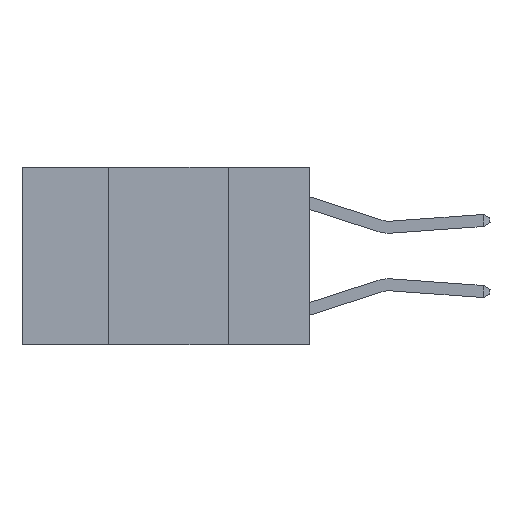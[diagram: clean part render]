
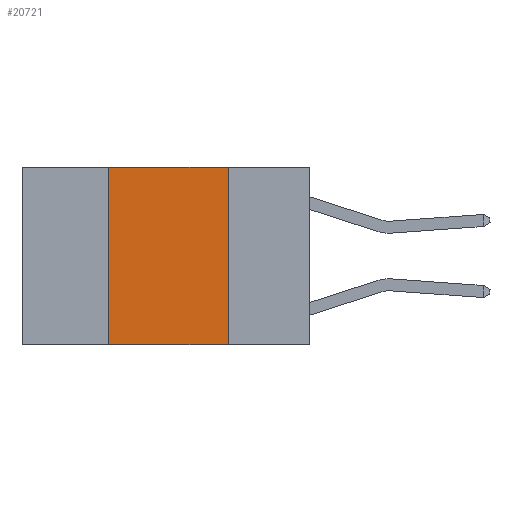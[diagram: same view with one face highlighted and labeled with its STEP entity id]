
A CAD part, left-side view. The second image highlights one B-rep face of the part: STEP entity #20721.
In plain terms, the highlighted planar face has unit normal (-1, 0, 0).
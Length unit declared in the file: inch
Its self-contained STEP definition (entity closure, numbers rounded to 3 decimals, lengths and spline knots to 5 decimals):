
#152 = EDGE_CURVE ( 'NONE', #15871, #5964, #3425, .T. ) ;
#265 = CARTESIAN_POINT ( 'NONE',  ( 0., 0.42, 0. ) ) ;
#593 = CARTESIAN_POINT ( 'NONE',  ( 0., 0.17, -0.37 ) ) ;
#721 = CARTESIAN_POINT ( 'NONE',  ( 0., 0.6, -0.37 ) ) ;
#1211 = CARTESIAN_POINT ( 'NONE',  ( 0., 0.6, 0. ) ) ;
#1311 = LINE ( 'NONE', #19105, #5496 ) ;
#2878 = VERTEX_POINT ( 'NONE', #593 ) ;
#3425 = LINE ( 'NONE', #1211, #20227 ) ;
#4825 = CARTESIAN_POINT ( 'NONE',  ( 0., 0.42, 0. ) ) ;
#5166 = DIRECTION ( 'NONE',  ( 0., -1., 0. ) ) ;
#5496 = VECTOR ( 'NONE', #13646, 39.37008 ) ;
#5964 = VERTEX_POINT ( 'NONE', #15984 ) ;
#7377 = VECTOR ( 'NONE', #18072, 39.37008 ) ;
#7868 = EDGE_CURVE ( 'NONE', #14936, #15871, #21693, .T. ) ;
#8481 = ORIENTED_EDGE ( 'NONE', *, *, #21335, .F. ) ;
#9568 = LINE ( 'NONE', #721, #17750 ) ;
#11345 = CARTESIAN_POINT ( 'NONE',  ( 0., 0.6, 0. ) ) ;
#11532 = CARTESIAN_POINT ( 'NONE',  ( 0., 0.42, -0.37 ) ) ;
#11799 = ORIENTED_EDGE ( 'NONE', *, *, #7868, .F. ) ;
#13200 = PLANE ( 'NONE',  #14044 ) ;
#13322 = DIRECTION ( 'NONE',  ( 1., 0., 0. ) ) ;
#13646 = DIRECTION ( 'NONE',  ( 0., 0., -1. ) ) ;
#14044 = AXIS2_PLACEMENT_3D ( 'NONE', #11345, #13322, #18777 ) ;
#14936 = VERTEX_POINT ( 'NONE', #11532 ) ;
#15049 = DIRECTION ( 'NONE',  ( 0., -1., 0. ) ) ;
#15376 = ORIENTED_EDGE ( 'NONE', *, *, #21252, .T. ) ;
#15871 = VERTEX_POINT ( 'NONE', #4825 ) ;
#15984 = CARTESIAN_POINT ( 'NONE',  ( 0., 0.17, 0. ) ) ;
#17458 = EDGE_LOOP ( 'NONE', ( #8481, #22936, #11799, #15376 ) ) ;
#17750 = VECTOR ( 'NONE', #15049, 39.37008 ) ;
#18072 = DIRECTION ( 'NONE',  ( 0., 0., 1. ) ) ;
#18777 = DIRECTION ( 'NONE',  ( 0., 0., -1. ) ) ;
#19105 = CARTESIAN_POINT ( 'NONE',  ( 0., 0.17, 0. ) ) ;
#20227 = VECTOR ( 'NONE', #5166, 39.37008 ) ;
#20721 = ADVANCED_FACE ( 'NONE', ( #22063 ), #13200, .F. ) ;
#21252 = EDGE_CURVE ( 'NONE', #14936, #2878, #9568, .T. ) ;
#21335 = EDGE_CURVE ( 'NONE', #5964, #2878, #1311, .T. ) ;
#21693 = LINE ( 'NONE', #265, #7377 ) ;
#22063 = FACE_OUTER_BOUND ( 'NONE', #17458, .T. ) ;
#22936 = ORIENTED_EDGE ( 'NONE', *, *, #152, .F. ) ;
